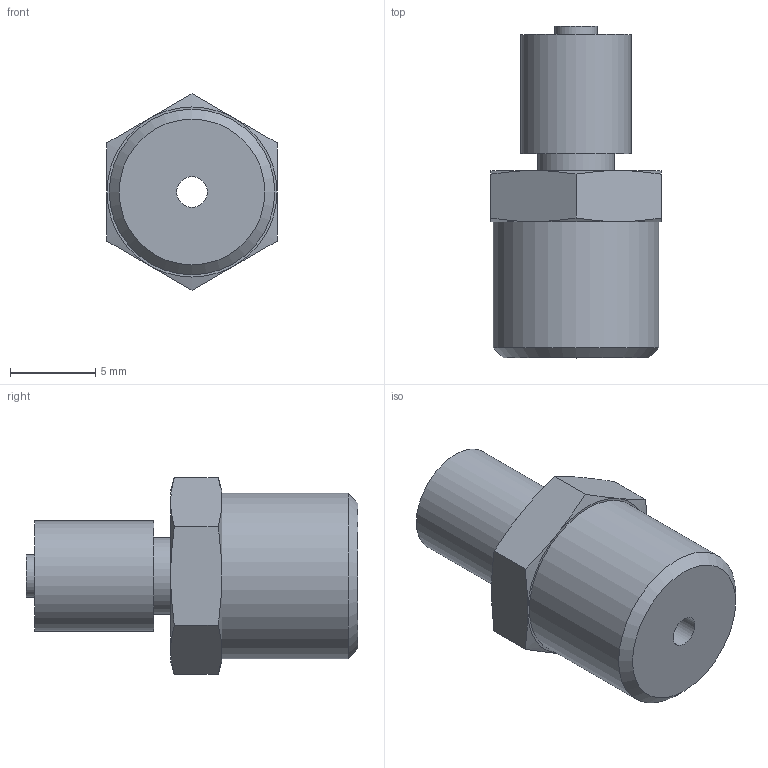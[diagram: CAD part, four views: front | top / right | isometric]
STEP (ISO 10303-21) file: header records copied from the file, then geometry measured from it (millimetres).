
FILE_DESCRIPTION( ( 'STEP AP214' ), ' ' );
FILE_NAME( 'M-01H-4.stp', '2016-01-22T13:24:02', ( '' ), ( '' ), ' ', 'PARTsolutions', ' ' );
FILE_SCHEMA( ( 'AUTOMOTIVE_DESIGN { 1 0 10303 214 1 1 1 1 }' ) );
Length unit declared in the file: millimetre
Products named in the file (1): _M-01H-4
Bounding box: 10 x 19.5 x 11.55 mm (x, y, z)
Volume: 1049.4 mm3; surface area: 807.2 mm2
Topology: 1 solids, 1 shells, 30 faces, 59 edges, 35 vertices
Faces by surface type: cone 13, plane 12, cylinder 5
Full cylindrical faces by diameter (mm): 1.8 x1, 2.5 x1, 4.5 x1, 6.5 x1, 9.728 x1
Entity records: 1024 total; most frequent: CARTESIAN_POINT 199, DIRECTION 114, ORIENTED_EDGE 106, AXIS2_PLACEMENT_3D 54, EDGE_CURVE 53, EDGE_LOOP 42, FACE_OUTER_BOUND 35, VERTEX_POINT 35
